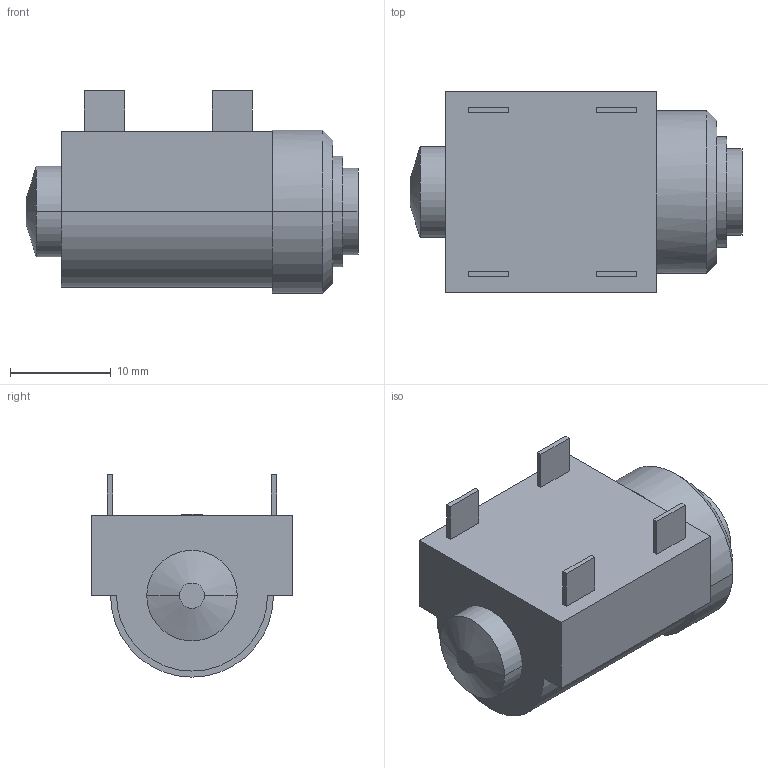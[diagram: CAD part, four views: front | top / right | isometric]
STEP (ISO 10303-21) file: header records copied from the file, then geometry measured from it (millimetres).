
FILE_DESCRIPTION((''),'2;1');
FILE_NAME('PRT0022','2021-06-10T',('yuj'),(''),'PRO/ENGINEER BY PARAMETRIC TECHNOLOGY CORPORATION, 2013040','PRO/ENGINEER BY PARAMETRIC TECHNOLOGY CORPORATION, 2013040','');
FILE_SCHEMA(('CONFIG_CONTROL_DESIGN'));
Length unit declared in the file: millimetre
Products named in the file (1): PRT0022
Bounding box: 33 x 20 x 20.1 mm (x, y, z)
Volume: 5791.5 mm3; surface area: 3075.4 mm2
Topology: 1 solids, 1 shells, 54 faces, 124 edges, 80 vertices
Faces by surface type: plane 35, cylinder 11, cone 6, torus 2
Entity records: 1562 total; most frequent: DIRECTION 272, CARTESIAN_POINT 258, ORIENTED_EDGE 248, EDGE_CURVE 124, AXIS2_PLACEMENT_3D 94, VECTOR 84, LINE 84, VERTEX_POINT 80
